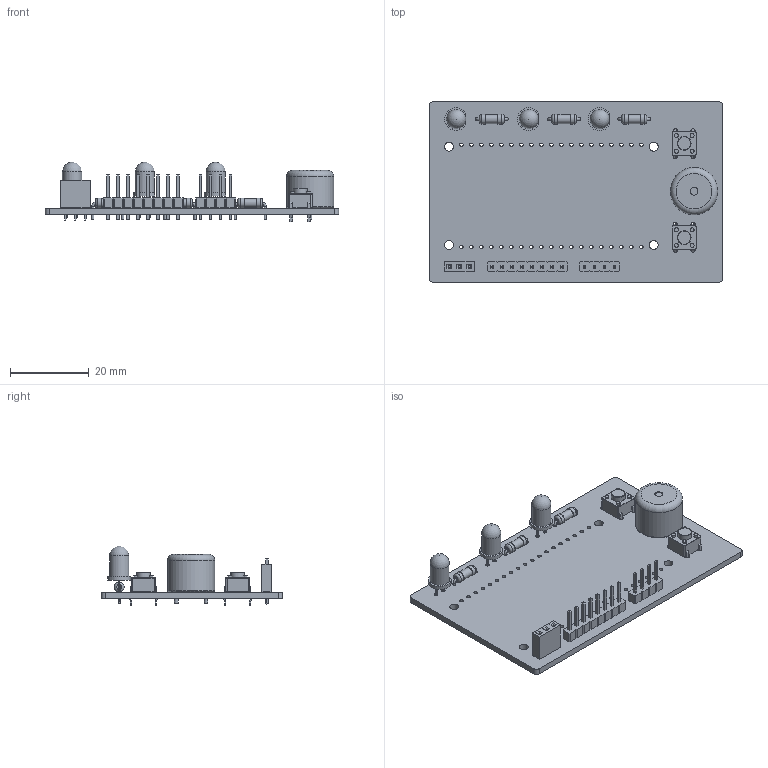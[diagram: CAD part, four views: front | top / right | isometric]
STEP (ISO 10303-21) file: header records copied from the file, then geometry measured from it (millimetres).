
FILE_DESCRIPTION(('KiCad electronic assembly'),'2;1');
FILE_NAME('Beertracker HUB PCB.step','2025-01-01T23:51:38',('Pcbnew'),( 'Kicad'),'Open CASCADE STEP processor 7.8','KiCad to STEP converter' ,'Unknown');
FILE_SCHEMA(('AUTOMOTIVE_DESIGN { 1 0 10303 214 1 1 1 1 }'));
Length unit declared in the file: millimetre
Products named in the file (16): Beertracker HUB PCB 1; R_Axial_DIN0207_L6.3mm_D2.5mm_P7.62mm_Horizontal; R_Axial_DIN0207_L63mm_D25mm_P762mm_Horizontal; LED_D5.0mm; SW_PUSH_6mm_H5mm; SW_PUSH_6mm_h5mm; Buzzer_12x9.5RM7.6; Buzzer_12x95RM76; PinHeader_1x08_P2.54mm_Vertical; PinHeader_1x08_P254mm_Vertical; PinSocket_1x03_P2.54mm_Vertical; PinSocket_1x03_P254mm_Vertical; PinHeader_1x04_P2.54mm_Vertical; PinHeader_1x04_P254mm_Vertical; Beertracker HUB PCB_PCB
Assembly tree (20 placements, depth 3):
  Beertracker HUB PCB 1
    R_Axial_DIN0207_L6.3mm_D2.5mm_P7.62mm_Horizontal  x3
      R_Axial_DIN0207_L63mm_D25mm_P762mm_Horizontal
    LED_D5.0mm  x3
      LED_D5.0mm
    SW_PUSH_6mm_H5mm  x2
      SW_PUSH_6mm_h5mm
    Buzzer_12x9.5RM7.6
      Buzzer_12x95RM76
    PinHeader_1x08_P2.54mm_Vertical
      PinHeader_1x08_P254mm_Vertical
    PinSocket_1x03_P2.54mm_Vertical
      PinSocket_1x03_P254mm_Vertical
    PinHeader_1x04_P2.54mm_Vertical
      PinHeader_1x04_P254mm_Vertical
    Beertracker HUB PCB_PCB
Bounding box: 74.5 x 46 x 15.1 mm (x, y, z)
Volume: 7648.1 mm3; surface area: 10115.1 mm2
Topology: 13 solids, 13 shells, 804 faces, 1981 edges, 1267 vertices
Faces by surface type: plane 593, cylinder 190, torus 18, sphere 3
Full cylindrical faces by diameter (mm): 0.6 x6, 0.8 x6, 0.9 x46, 1 x25, 1.1 x8, 2 x1, 2.25 x7, 2.5 x6, 3.5 x2, 4.9 x3, 12 x1
Entity records: 23456 total; most frequent: CARTESIAN_POINT 3591, DIRECTION 3184, ORIENTED_EDGE 3174, EDGE_CURVE 1587, LINE 1302, VECTOR 1302, VERTEX_POINT 1014, AXIS2_PLACEMENT_3D 941
